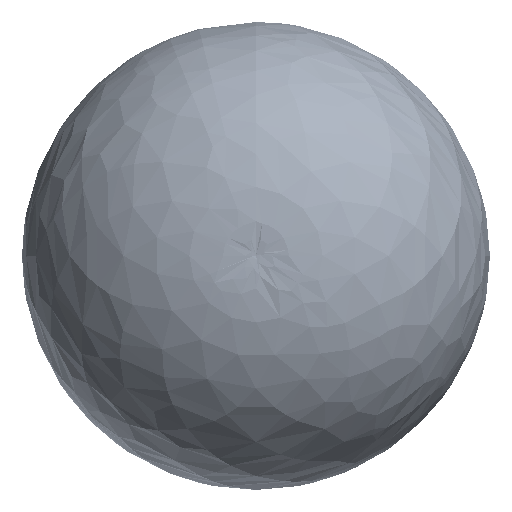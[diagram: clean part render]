
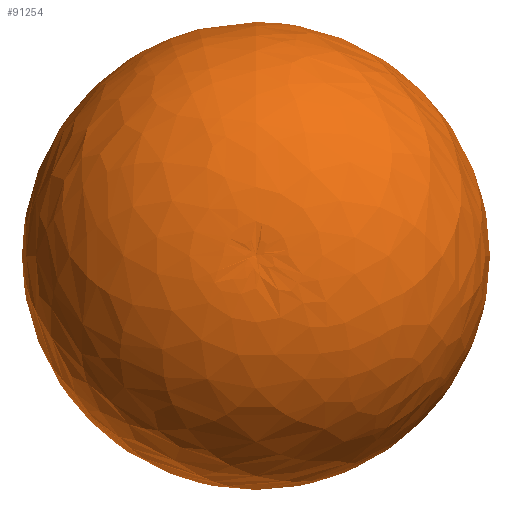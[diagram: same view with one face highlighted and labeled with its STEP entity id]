
A CAD part, top view. The second image highlights one B-rep face of the part: STEP entity #91254.
In plain terms, the highlighted free-form (B-spline) face has degree [2, 2] with [5, 9] control points.
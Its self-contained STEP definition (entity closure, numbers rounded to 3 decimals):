
#1716=(
BOUNDED_SURFACE()
B_SPLINE_SURFACE(2,2,((#243448,#243449,#243450,#243451,#243452,#243453,
#243454,#243455,#243456),(#243457,#243458,#243459,#243460,#243461,#243462,
#243463,#243464,#243465),(#243466,#243467,#243468,#243469,#243470,#243471,
#243472,#243473,#243474),(#243475,#243476,#243477,#243478,#243479,#243480,
#243481,#243482,#243483),(#243484,#243485,#243486,#243487,#243488,#243489,
#243490,#243491,#243492)),.UNSPECIFIED.,.F.,.T.,.F.)
B_SPLINE_SURFACE_WITH_KNOTS((3,2,3),(3,2,2,2,3),(-1.699,-0.37,
0.96),(-3.142,-1.571,0.,1.571,
3.142),.UNSPECIFIED.)
GEOMETRIC_REPRESENTATION_ITEM()
RATIONAL_B_SPLINE_SURFACE(((1.,0.707,1.,0.707,1.,
0.707,1.,0.707,1.),(0.787,0.557,
0.787,0.557,0.787,0.557,
0.787,0.557,0.787),(1.,0.707,
1.,0.707,1.,0.707,1.,0.707,1.),(0.787,
0.557,0.787,0.557,0.787,
0.557,0.787,0.557,0.787),
(1.,0.707,1.,0.707,1.,0.707,1.,0.707,
1.)))
REPRESENTATION_ITEM('')
SURFACE()
);
#14799=FACE_OUTER_BOUND('',#21039,.T.);
#21039=EDGE_LOOP('',(#80147,#80148,#80149));
#33869=CIRCLE('',#101933,1371.792);
#33870=CIRCLE('',#101934,1955.785);
#41880=VERTEX_POINT('',#243445);
#41881=VERTEX_POINT('',#243493);
#54637=EDGE_CURVE('',#41880,#41880,#33869,.T.);
#54638=EDGE_CURVE('',#41880,#41881,#33870,.T.);
#80147=ORIENTED_EDGE('',*,*,#54637,.F.);
#80148=ORIENTED_EDGE('',*,*,#54638,.T.);
#80149=ORIENTED_EDGE('',*,*,#54638,.F.);
#91254=ADVANCED_FACE('',(#14799),#1716,.F.);
#101933=AXIS2_PLACEMENT_3D('',#243447,#125743,#125744);
#101934=AXIS2_PLACEMENT_3D('',#243494,#125745,#125746);
#125743=DIRECTION('center_axis',(-1.,0.,0.));
#125744=DIRECTION('ref_axis',(0.,0.,1.));
#125745=DIRECTION('center_axis',(0.,-1.,0.));
#125746=DIRECTION('ref_axis',(0.,0.,
-1.));
#243445=CARTESIAN_POINT('',(-1602.085,250.,-1371.792));
#243447=CARTESIAN_POINT('Origin',(-1602.085,250.,0.));
#243448=CARTESIAN_POINT('Ctrl Pts',(1939.741,250.,0.));
#243449=CARTESIAN_POINT('Ctrl Pts',(1939.741,250.,0.));
#243450=CARTESIAN_POINT('Ctrl Pts',(1939.741,250.,0.));
#243451=CARTESIAN_POINT('Ctrl Pts',(1939.741,250.,0.));
#243452=CARTESIAN_POINT('Ctrl Pts',(1939.741,250.,0.));
#243453=CARTESIAN_POINT('Ctrl Pts',(1939.741,250.,0.));
#243454=CARTESIAN_POINT('Ctrl Pts',(1939.741,250.,0.));
#243455=CARTESIAN_POINT('Ctrl Pts',(1939.741,250.,0.));
#243456=CARTESIAN_POINT('Ctrl Pts',(1939.741,250.,0.));
#243457=CARTESIAN_POINT('Ctrl Pts',(2135.667,250.,-1520.186));
#243458=CARTESIAN_POINT('Ctrl Pts',(2135.667,-1270.186,
-1520.186));
#243459=CARTESIAN_POINT('Ctrl Pts',(2135.667,-1270.186,
0.));
#243460=CARTESIAN_POINT('Ctrl Pts',(2135.667,-1270.186,
1520.186));
#243461=CARTESIAN_POINT('Ctrl Pts',(2135.667,250.,1520.186));
#243462=CARTESIAN_POINT('Ctrl Pts',(2135.667,1770.186,1520.186));
#243463=CARTESIAN_POINT('Ctrl Pts',(2135.667,1770.186,0.));
#243464=CARTESIAN_POINT('Ctrl Pts',(2135.667,1770.186,-1520.186));
#243465=CARTESIAN_POINT('Ctrl Pts',(2135.667,250.,-1520.186));
#243466=CARTESIAN_POINT('Ctrl Pts',(706.368,250.,-2073.77));
#243467=CARTESIAN_POINT('Ctrl Pts',(706.368,-1823.77,
-2073.77));
#243468=CARTESIAN_POINT('Ctrl Pts',(706.368,-1823.77,
0.));
#243469=CARTESIAN_POINT('Ctrl Pts',(706.368,-1823.77,
2073.77));
#243470=CARTESIAN_POINT('Ctrl Pts',(706.368,250.,2073.77));
#243471=CARTESIAN_POINT('Ctrl Pts',(706.368,2323.77,2073.77));
#243472=CARTESIAN_POINT('Ctrl Pts',(706.368,2323.77,0.));
#243473=CARTESIAN_POINT('Ctrl Pts',(706.368,2323.77,-2073.77));
#243474=CARTESIAN_POINT('Ctrl Pts',(706.368,250.,-2073.77));
#243475=CARTESIAN_POINT('Ctrl Pts',(-722.931,250.,-2627.355));
#243476=CARTESIAN_POINT('Ctrl Pts',(-722.931,-2377.355,
-2627.355));
#243477=CARTESIAN_POINT('Ctrl Pts',(-722.931,-2377.355,
0.));
#243478=CARTESIAN_POINT('Ctrl Pts',(-722.931,-2377.355,
2627.355));
#243479=CARTESIAN_POINT('Ctrl Pts',(-722.931,250.,2627.355));
#243480=CARTESIAN_POINT('Ctrl Pts',(-722.931,2877.355,
2627.355));
#243481=CARTESIAN_POINT('Ctrl Pts',(-722.931,2877.355,
0.));
#243482=CARTESIAN_POINT('Ctrl Pts',(-722.931,2877.355,
-2627.355));
#243483=CARTESIAN_POINT('Ctrl Pts',(-722.931,250.,-2627.355));
#243484=CARTESIAN_POINT('Ctrl Pts',(-1602.085,250.,-1371.792));
#243485=CARTESIAN_POINT('Ctrl Pts',(-1602.085,-1121.792,
-1371.792));
#243486=CARTESIAN_POINT('Ctrl Pts',(-1602.085,-1121.792,
0.));
#243487=CARTESIAN_POINT('Ctrl Pts',(-1602.085,-1121.792,
1371.792));
#243488=CARTESIAN_POINT('Ctrl Pts',(-1602.085,250.,1371.792));
#243489=CARTESIAN_POINT('Ctrl Pts',(-1602.085,1621.792,
1371.792));
#243490=CARTESIAN_POINT('Ctrl Pts',(-1602.085,1621.792,
0.));
#243491=CARTESIAN_POINT('Ctrl Pts',(-1602.085,1621.792,
-1371.792));
#243492=CARTESIAN_POINT('Ctrl Pts',(-1602.085,250.,-1371.792));
#243493=CARTESIAN_POINT('',(1939.741,250.,0.));
#243494=CARTESIAN_POINT('Origin',(0.,250.,-250.));
